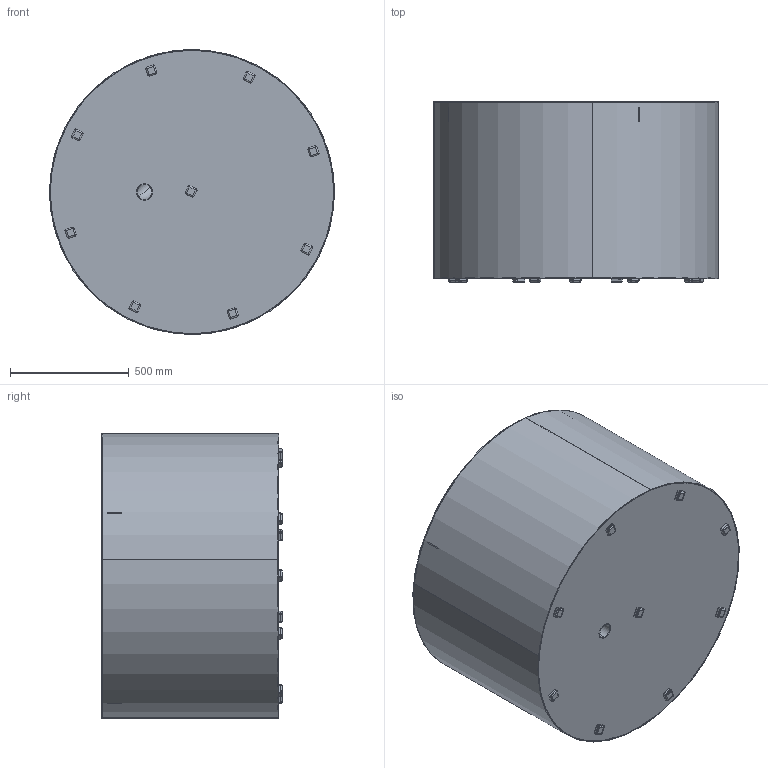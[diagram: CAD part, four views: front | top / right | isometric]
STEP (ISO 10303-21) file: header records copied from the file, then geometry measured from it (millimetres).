
FILE_DESCRIPTION (( 'STEP AP214' ), '1' );
FILE_NAME ('CBR2.STEP', '2021-09-15T06:42:04', ( '' ), ( '' ), 'SwSTEP 2.0', 'SolidWorks 2021', '' );
FILE_SCHEMA (( 'AUTOMOTIVE_DESIGN' ));
Length unit declared in the file: millimetre
Products named in the file (14): Bottom CBR2; Feet CBR2; Topring CBR2; Wall part CBR2; Ring 1 CBR2; Pipe CBR2; pipe cover CBR2; Ring 2 CBR2; Cover CBR2; CBR2; L CBR2_Default<As Machined>; PVC bocht; Ring top; Strip CBR2
Assembly tree (32 placements, depth 2):
  CBR2
    Bottom CBR2
    Wall part CBR2  x2
    Topring CBR2
    Ring 1 CBR2  x2
    Ring 2 CBR2  x2
    Cover CBR2
    Strip CBR2  x5
    pipe cover CBR2
    Pipe CBR2
    PVC bocht  x2
    Feet CBR2  x9
    Ring top
    L CBR2_Default<As Machined>  x4
Bounding box: 1199.18 x 760 x 1199.18 mm (x, y, z)
Volume: 17068660.7 mm3; surface area: 10990035.5 mm2
Topology: 32 solids, 32 shells, 530 faces, 1096 edges, 632 vertices
Faces by surface type: plane 294, cylinder 148, bspline 76, torus 12
Entity records: 5457 total; most frequent: CARTESIAN_POINT 1856, DIRECTION 679, ORIENTED_EDGE 558, EDGE_CURVE 279, AXIS2_PLACEMENT_3D 265, VERTEX_POINT 174, LINE 149, VECTOR 149
